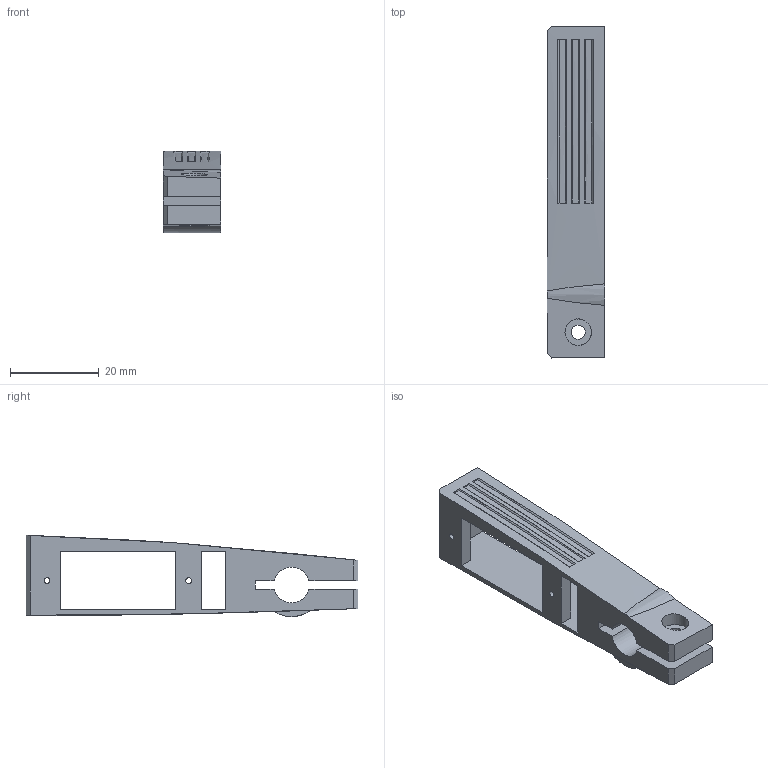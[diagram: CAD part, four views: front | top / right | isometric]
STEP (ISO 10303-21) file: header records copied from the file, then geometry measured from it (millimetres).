
FILE_DESCRIPTION(/* description */ (''),/* implementation_level */ '2;1');
FILE_NAME(/* name */ 'Wing L Lock.step',/* time_stamp */ '2024-06-06T08:50:38+02:00',/* author */ (''),/* organization */ (''),/* preprocessor_version */ 'ST-DEVELOPER v20',/* originating_system */ 'Autodesk Translation Framework v13.14.0.145',/* authorisation */ '');
FILE_SCHEMA (('AUTOMOTIVE_DESIGN { 1 0 10303 214 3 1 1 }'));
Length unit declared in the file: millimetre
Products named in the file (1): Wing L Lock
Bounding box: 13 x 75 x 18.38 mm (x, y, z)
Volume: 6609 mm3; surface area: 5922.2 mm2
Topology: 1 solids, 1 shells, 66 faces, 181 edges, 121 vertices
Faces by surface type: plane 44, bspline 11, cylinder 9, cone 2
Full cylindrical faces by diameter (mm): 1.3 x2, 3.2 x2, 6 x1
Entity records: 2922 total; most frequent: CARTESIAN_POINT 1340, ORIENTED_EDGE 362, DIRECTION 238, EDGE_CURVE 181, VERTEX_POINT 121, LINE 88, VECTOR 88, EDGE_LOOP 82
